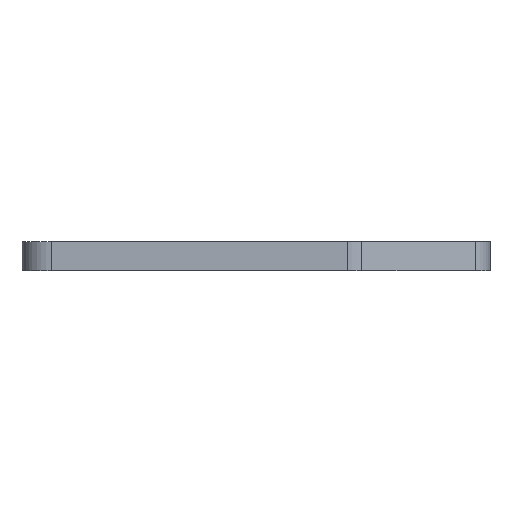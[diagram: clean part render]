
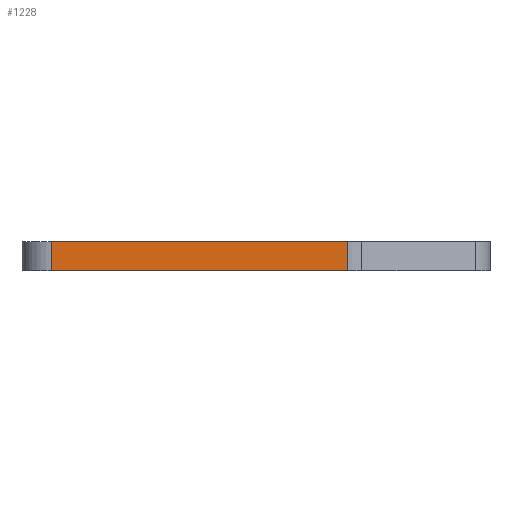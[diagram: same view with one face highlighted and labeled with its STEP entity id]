
A CAD part, left-side view. The second image highlights one B-rep face of the part: STEP entity #1228.
In plain terms, the highlighted planar face has unit normal (-1, 0, 0).
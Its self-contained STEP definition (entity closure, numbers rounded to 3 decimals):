
#1228=ADVANCED_FACE('',(#2334),#2336,.T.);
#2334=FACE_BOUND('',#2335,.T.);
#2335=EDGE_LOOP('',(#3133,#3134,#3135,#3136));
#2336=PLANE('',#2337);
#2337=AXIS2_PLACEMENT_3D('',#2338,#2339,#2340);
#2338=CARTESIAN_POINT('',(-67.5,32.,0.));
#2339=DIRECTION('',(-1.,0.,0.));
#2340=DIRECTION('',(0.,-1.,0.));
#3133=ORIENTED_EDGE('',*,*,#3724,.T.);
#3134=ORIENTED_EDGE('',*,*,#3725,.T.);
#3135=ORIENTED_EDGE('',*,*,#3346,.F.);
#3136=ORIENTED_EDGE('',*,*,#3723,.F.);
#3346=EDGE_CURVE('',#3788,#3790,#3791,.T.);
#3723=EDGE_CURVE('',#4414,#3788,#4416,.T.);
#3724=EDGE_CURVE('',#4414,#4417,#4418,.T.);
#3725=EDGE_CURVE('',#4417,#3790,#4419,.T.);
#3788=VERTEX_POINT('',#4540);
#3790=VERTEX_POINT('',#4545);
#3791=LINE('',#4546,#4547);
#4414=VERTEX_POINT('',#6044);
#4416=LINE('',#6049,#6050);
#4417=VERTEX_POINT('',#6052);
#4418=LINE('',#6053,#6054);
#4419=LINE('',#6056,#6057);
#4540=CARTESIAN_POINT('',(-67.5,32.,8.));
#4545=CARTESIAN_POINT('',(-67.5,-49.656,8.));
#4546=CARTESIAN_POINT('',(-67.5,32.,8.));
#4547=VECTOR('',#4548,1.);
#4548=DIRECTION('',(0.,-1.,0.));
#6044=CARTESIAN_POINT('',(-67.5,32.,0.));
#6049=CARTESIAN_POINT('',(-67.5,32.,0.));
#6050=VECTOR('',#6051,1.);
#6051=DIRECTION('',(0.,0.,1.));
#6052=CARTESIAN_POINT('',(-67.5,-49.656,0.));
#6053=CARTESIAN_POINT('',(-67.5,32.,0.));
#6054=VECTOR('',#6055,1.);
#6055=DIRECTION('',(0.,-1.,0.));
#6056=CARTESIAN_POINT('',(-67.5,-49.656,0.));
#6057=VECTOR('',#6058,1.);
#6058=DIRECTION('',(0.,0.,1.));
